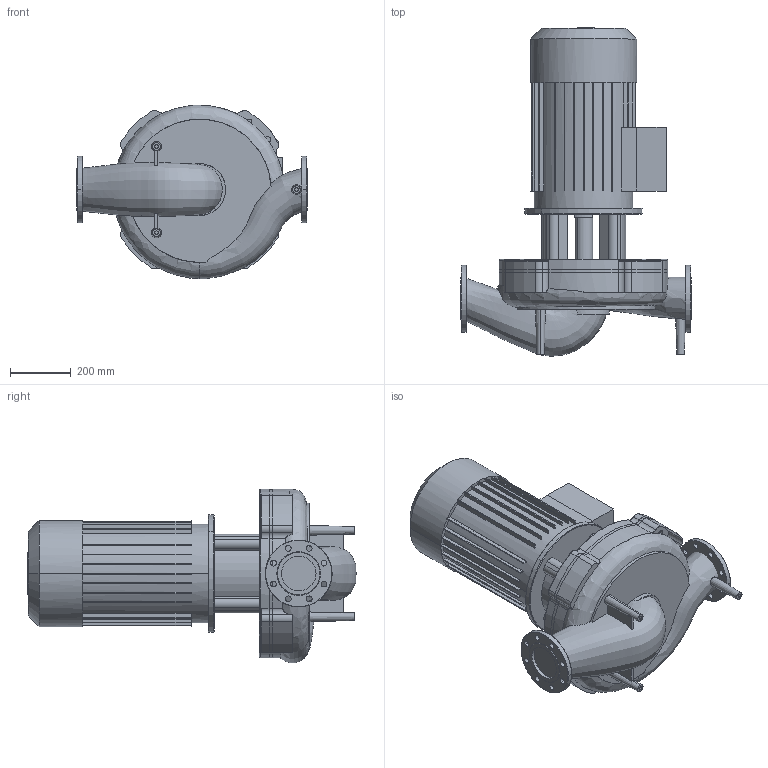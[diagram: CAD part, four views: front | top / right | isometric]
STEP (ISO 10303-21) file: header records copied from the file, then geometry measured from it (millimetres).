
FILE_DESCRIPTION((''),'2;1');
FILE_NAME('3d_IL100_380-22_4-2160877.stp','2016-05-24T12:02:27',(''),(''),'Mechanical Desktop 2009','Mechanical Desktop 2009',', , ');
FILE_SCHEMA(('CONFIG_CONTROL_DESIGN'));
Length unit declared in the file: millimetre
Products named in the file (1): Product
Bounding box: 760 x 1080.64 x 571.86 mm (x, y, z)
Volume: 118419011.2 mm3; surface area: 3415089.8 mm2
Topology: 10 solids, 10 shells, 483 faces, 1300 edges, 842 vertices
Faces by surface type: plane 145, cylinder 143, bspline 134, torus 48, cone 13
Entity records: 26611 total; most frequent: CARTESIAN_POINT 14522, ORIENTED_EDGE 2580, DIRECTION 2461, EDGE_CURVE 1290, AXIS2_PLACEMENT_3D 957, VERTEX_POINT 841, CIRCLE 607, EDGE_LOOP 551
